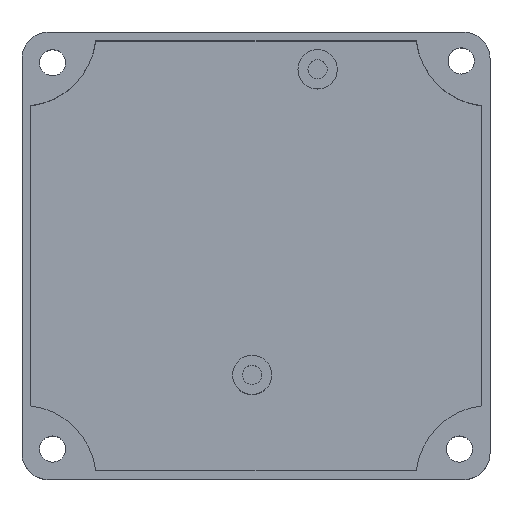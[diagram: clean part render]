
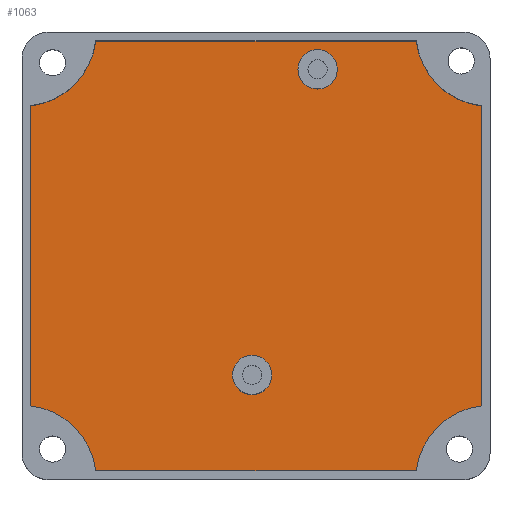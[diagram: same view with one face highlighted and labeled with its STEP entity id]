
A CAD part, top view. The second image highlights one B-rep face of the part: STEP entity #1063.
In plain terms, the highlighted planar face has unit normal (0, 0, 1).
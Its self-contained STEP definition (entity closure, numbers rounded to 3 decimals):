
#560 = VERTEX_POINT('',#561);
#561 = CARTESIAN_POINT('',(-33.35,13.309,-8.));
#569 = VERTEX_POINT('',#570);
#570 = CARTESIAN_POINT('',(-33.35,-21.059,-8.));
#576 = EDGE_CURVE('',#560,#569,#577,.T.);
#577 = LINE('',#578,#579);
#578 = CARTESIAN_POINT('',(-33.35,20.75,-8.));
#579 = VECTOR('',#580,1.);
#580 = DIRECTION('',(0.,-1.,0.));
#590 = EDGE_CURVE('',#560,#591,#593,.T.);
#591 = VERTEX_POINT('',#592);
#592 = CARTESIAN_POINT('',(-25.909,20.75,-8.));
#593 = CIRCLE('',#594,8.5);
#594 = AXIS2_PLACEMENT_3D('',#595,#596,#597);
#595 = CARTESIAN_POINT('',(-34.35,21.75,-8.));
#596 = DIRECTION('',(0.,0.,1.));
#597 = DIRECTION('',(1.,0.,0.));
#615 = EDGE_CURVE('',#616,#569,#618,.T.);
#616 = VERTEX_POINT('',#617);
#617 = CARTESIAN_POINT('',(-25.909,-28.5,-8.));
#618 = CIRCLE('',#619,8.5);
#619 = AXIS2_PLACEMENT_3D('',#620,#621,#622);
#620 = CARTESIAN_POINT('',(-34.35,-29.5,-8.));
#621 = DIRECTION('',(0.,0.,1.));
#622 = DIRECTION('',(1.,0.,0.));
#642 = EDGE_CURVE('',#591,#643,#645,.T.);
#643 = VERTEX_POINT('',#644);
#644 = CARTESIAN_POINT('',(10.809,20.75,-8.));
#645 = LINE('',#646,#647);
#646 = CARTESIAN_POINT('',(-33.35,20.75,-8.));
#647 = VECTOR('',#648,1.);
#648 = DIRECTION('',(1.,0.,0.));
#700 = EDGE_CURVE('',#616,#701,#703,.T.);
#701 = VERTEX_POINT('',#702);
#702 = CARTESIAN_POINT('',(10.809,-28.5,-8.));
#703 = LINE('',#704,#705);
#704 = CARTESIAN_POINT('',(-33.35,-28.5,-8.));
#705 = VECTOR('',#706,1.);
#706 = DIRECTION('',(1.,0.,0.));
#727 = VERTEX_POINT('',#728);
#728 = CARTESIAN_POINT('',(18.25,13.309,-8.));
#734 = EDGE_CURVE('',#643,#727,#735,.T.);
#735 = CIRCLE('',#736,8.5);
#736 = AXIS2_PLACEMENT_3D('',#737,#738,#739);
#737 = CARTESIAN_POINT('',(19.25,21.75,-8.));
#738 = DIRECTION('',(0.,0.,1.));
#739 = DIRECTION('',(1.,0.,0.));
#749 = EDGE_CURVE('',#750,#701,#752,.T.);
#750 = VERTEX_POINT('',#751);
#751 = CARTESIAN_POINT('',(18.25,-21.059,-8.));
#752 = CIRCLE('',#753,8.5);
#753 = AXIS2_PLACEMENT_3D('',#754,#755,#756);
#754 = CARTESIAN_POINT('',(19.25,-29.5,-8.));
#755 = DIRECTION('',(0.,0.,1.));
#756 = DIRECTION('',(1.,0.,0.));
#774 = EDGE_CURVE('',#750,#727,#775,.T.);
#775 = LINE('',#776,#777);
#776 = CARTESIAN_POINT('',(18.25,-28.5,-8.));
#777 = VECTOR('',#778,1.);
#778 = DIRECTION('',(0.,1.,0.));
#1063 = ADVANCED_FACE('',(#1064,#1074,#1085),#1096,.T.);
#1064 = FACE_BOUND('',#1065,.T.);
#1065 = EDGE_LOOP('',(#1066,#1067,#1068,#1069,#1070,#1071,#1072,#1073));
#1066 = ORIENTED_EDGE('',*,*,#642,.F.);
#1067 = ORIENTED_EDGE('',*,*,#590,.F.);
#1068 = ORIENTED_EDGE('',*,*,#576,.T.);
#1069 = ORIENTED_EDGE('',*,*,#615,.F.);
#1070 = ORIENTED_EDGE('',*,*,#700,.T.);
#1071 = ORIENTED_EDGE('',*,*,#749,.F.);
#1072 = ORIENTED_EDGE('',*,*,#774,.T.);
#1073 = ORIENTED_EDGE('',*,*,#734,.F.);
#1074 = FACE_BOUND('',#1075,.T.);
#1075 = EDGE_LOOP('',(#1076));
#1076 = ORIENTED_EDGE('',*,*,#1077,.F.);
#1077 = EDGE_CURVE('',#1078,#1078,#1080,.T.);
#1078 = VERTEX_POINT('',#1079);
#1079 = CARTESIAN_POINT('',(-5.75,-17.5,-8.));
#1080 = CIRCLE('',#1081,2.25);
#1081 = AXIS2_PLACEMENT_3D('',#1082,#1083,#1084);
#1082 = CARTESIAN_POINT('',(-8.,-17.5,-8.));
#1083 = DIRECTION('',(0.,0.,1.));
#1084 = DIRECTION('',(1.,0.,0.));
#1085 = FACE_BOUND('',#1086,.T.);
#1086 = EDGE_LOOP('',(#1087));
#1087 = ORIENTED_EDGE('',*,*,#1088,.F.);
#1088 = EDGE_CURVE('',#1089,#1089,#1091,.T.);
#1089 = VERTEX_POINT('',#1090);
#1090 = CARTESIAN_POINT('',(1.75,17.5,-8.));
#1091 = CIRCLE('',#1092,2.25);
#1092 = AXIS2_PLACEMENT_3D('',#1093,#1094,#1095);
#1093 = CARTESIAN_POINT('',(-0.5,17.5,-8.));
#1094 = DIRECTION('',(0.,0.,1.));
#1095 = DIRECTION('',(1.,0.,0.));
#1096 = PLANE('',#1097);
#1097 = AXIS2_PLACEMENT_3D('',#1098,#1099,#1100);
#1098 = CARTESIAN_POINT('',(-7.55,-3.875,-8.));
#1099 = DIRECTION('',(0.,0.,1.));
#1100 = DIRECTION('',(1.,0.,0.));
